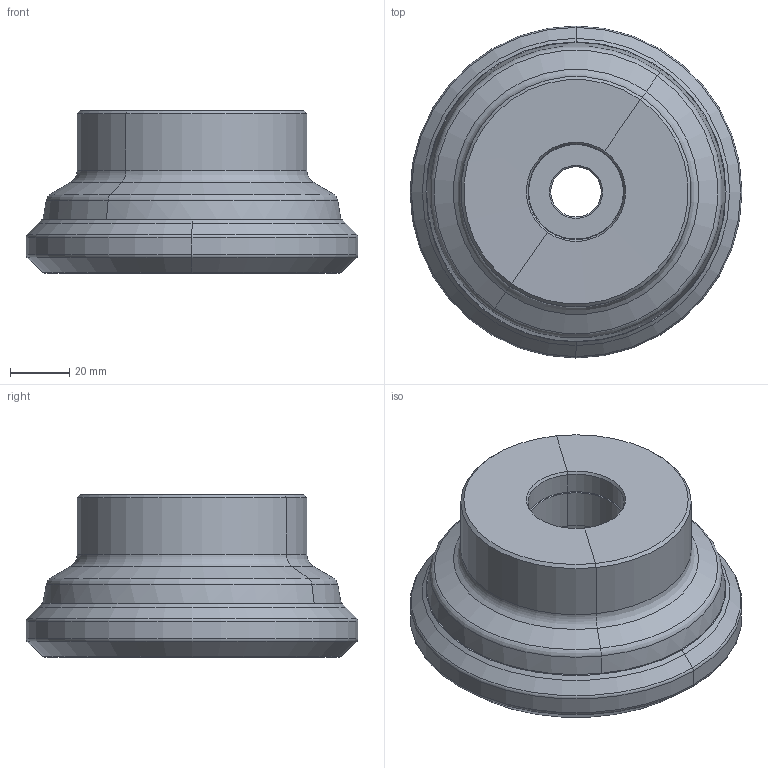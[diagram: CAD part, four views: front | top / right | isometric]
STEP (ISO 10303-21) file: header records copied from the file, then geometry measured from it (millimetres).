
FILE_DESCRIPTION((''),'2;1');
FILE_NAME('607041073-000-00-E43','2020-02-06T14:33:16',('korna'),(''),'CREO PARAMETRIC BY PTC INC, 2019030','CREO PARAMETRIC BY PTC INC, 2019030','');
FILE_SCHEMA(('AP242_MANAGED_MODEL_BASED_3D_ENGINEERING_MIM_LF { 1 0 10303 442 1 1 4 }'));
Length unit declared in the file: millimetre
Products named in the file (1): 607041073-000-00-E43
Bounding box: 112.35 x 112.35 x 55 mm (x, y, z)
Volume: 318339.4 mm3; surface area: 36566 mm2
Topology: 1 solids, 1 shells, 68 faces, 251 edges, 195 vertices
Faces by surface type: cone 28, cylinder 14, torus 14, plane 6, revolution 6
Entity records: 3804 total; most frequent: CARTESIAN_POINT 521, DIRECTION 487, PRESENTATION_STYLE_ASSIGNMENT 282, ORIENTED_EDGE 280, STYLED_ITEM 261, CURVE_STYLE 260, AXIS2_PLACEMENT_3D 179, EDGE_CURVE 140
